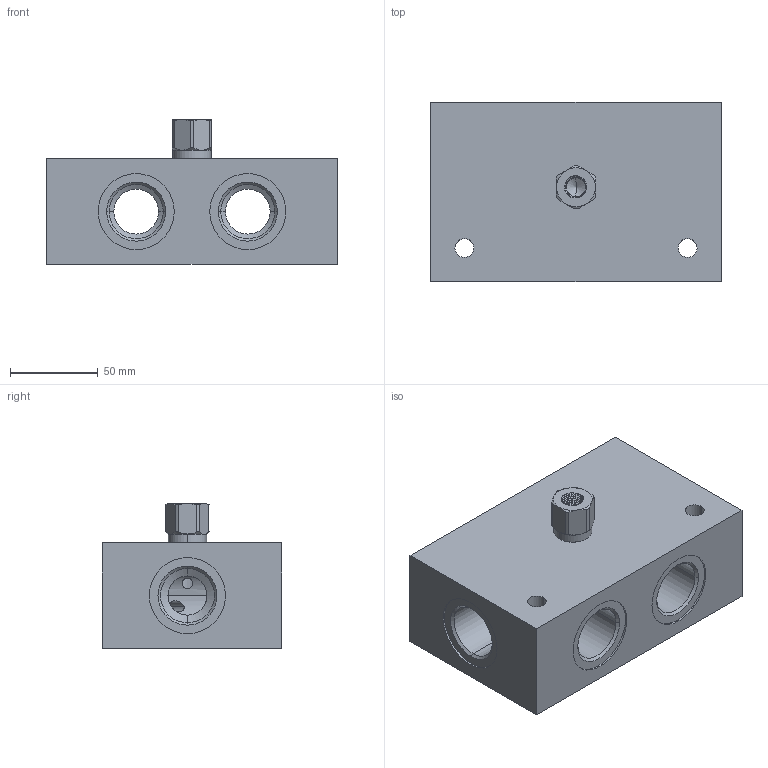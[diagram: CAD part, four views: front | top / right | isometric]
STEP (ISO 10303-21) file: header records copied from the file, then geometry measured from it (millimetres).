
FILE_DESCRIPTION (( 'STEP AP203' ), '1' );
FILE_NAME ('ML-240-CDK-17A3-17A3-G08-Z01.STEP', '2026-02-25T08:50:31', ( '' ), ( '' ), 'SwSTEP 2.0', 'SolidWorks 2018', '' );
FILE_SCHEMA (( 'CONFIG_CONTROL_DESIGN' ));
Length unit declared in the file: millimetre
Products named in the file (3): 6GJF1A017; 6EF240CDKG08A001_目錄; ML-240-CDK-17A3-17A3-G08-Z01
Assembly tree (2 placements, depth 2):
  ML-240-CDK-17A3-17A3-G08-Z01
    6EF240CDKG08A001_目錄
    6GJF1A017
Bounding box: 165.1 x 102 x 82.31 mm (x, y, z)
Volume: 758821.9 mm3; surface area: 102357 mm2
Topology: 2 solids, 2 shells, 277 faces, 692 edges, 425 vertices
Faces by surface type: cylinder 148, cone 72, plane 30, torus 16, bspline 11
Entity records: 13152 total; most frequent: CARTESIAN_POINT 6615, ORIENTED_EDGE 1380, DIRECTION 1248, EDGE_CURVE 690, AXIS2_PLACEMENT_3D 505, VERTEX_POINT 425, EDGE_LOOP 315, FACE_OUTER_BOUND 277
